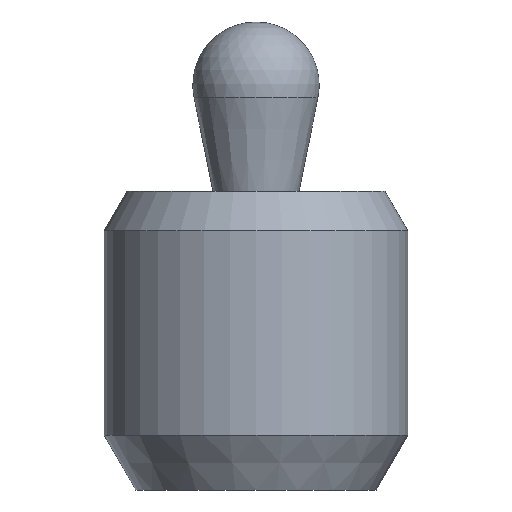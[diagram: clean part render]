
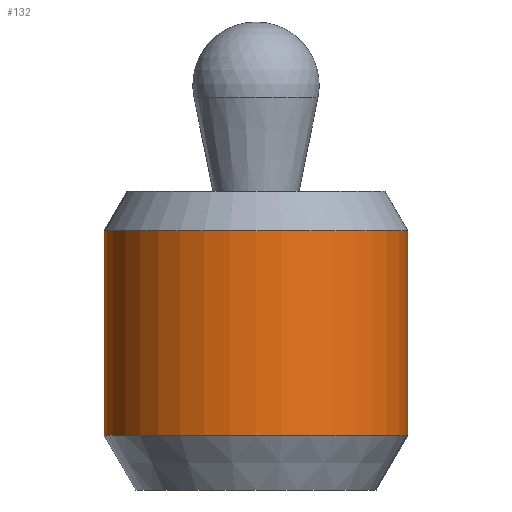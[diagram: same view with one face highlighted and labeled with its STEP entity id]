
A CAD part, front view. The second image highlights one B-rep face of the part: STEP entity #132.
In plain terms, the highlighted cylindrical face has radius 6 mm (diameter 12 mm), a partial arc.
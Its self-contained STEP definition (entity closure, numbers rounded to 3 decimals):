
#132=ADVANCED_FACE('',(#346),#347,.T.);
#148=VERTEX_POINT('',#364);
#182=VERTEX_POINT('',#403);
#184=VERTEX_POINT('',#405);
#208=EDGE_CURVE('',#182,#260,#431,.T.);
#228=EDGE_CURVE('',#148,#182,#456,.T.);
#260=VERTEX_POINT('',#489);
#274=EDGE_CURVE('',#184,#148,#504,.T.);
#316=EDGE_CURVE('',#184,#260,#555,.T.);
#346=FACE_OUTER_BOUND('',#578,.T.);
#347=CYLINDRICAL_SURFACE('',#579,6.0);
#364=CARTESIAN_POINT('',(-6.0,0.,-1.559));
#403=CARTESIAN_POINT('',(6.0,0.,-1.559));
#405=CARTESIAN_POINT('',(-6.0,0.,-9.641));
#431=LINE('',#686,#687);
#456=CIRCLE('',#719,6.0);
#489=CARTESIAN_POINT('',(6.0,0.,-9.641));
#504=LINE('',#782,#783);
#555=CIRCLE('',#844,6.0);
#578=EDGE_LOOP('',(#862,#863,#864,#865));
#579=AXIS2_PLACEMENT_3D('',#866,#867,#868);
#686=CARTESIAN_POINT('',(6.0,0.,-6.679));
#687=VECTOR('',#972,1.0);
#719=AXIS2_PLACEMENT_3D('',#1013,#1014,#1015);
#782=CARTESIAN_POINT('',(-6.0,0.,-6.679));
#783=VECTOR('',#1057,1.0);
#844=AXIS2_PLACEMENT_3D('',#1126,#1127,#1128);
#862=ORIENTED_EDGE('',*,*,#274,.F.);
#863=ORIENTED_EDGE('',*,*,#316,.T.);
#864=ORIENTED_EDGE('',*,*,#208,.F.);
#865=ORIENTED_EDGE('',*,*,#228,.F.);
#866=CARTESIAN_POINT('',(0.,0.,-6.679));
#867=DIRECTION('',(-0.0,-0.0,-1.0));
#868=DIRECTION('',(-1.0,0.,0.0));
#972=DIRECTION('',(-0.0,-0.0,-1.0));
#1013=CARTESIAN_POINT('',(0.,0.,-1.559));
#1014=DIRECTION('',(0.0,0.0,1.0));
#1015=DIRECTION('',(-1.0,0.,0.0));
#1057=DIRECTION('',(0.0,0.0,1.0));
#1126=CARTESIAN_POINT('',(0.,0.,-9.641));
#1127=DIRECTION('',(0.0,0.0,1.0));
#1128=DIRECTION('',(-1.0,0.,0.0));
